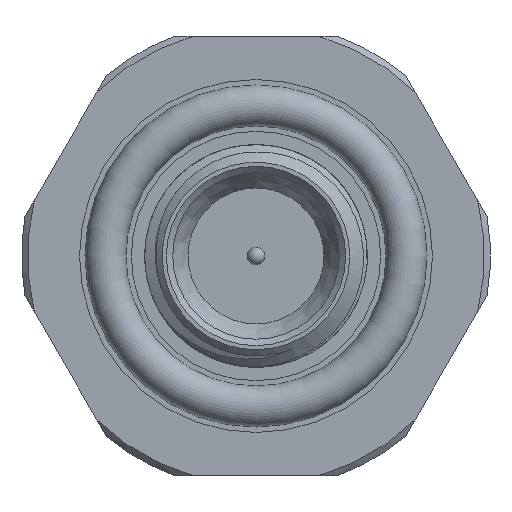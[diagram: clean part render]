
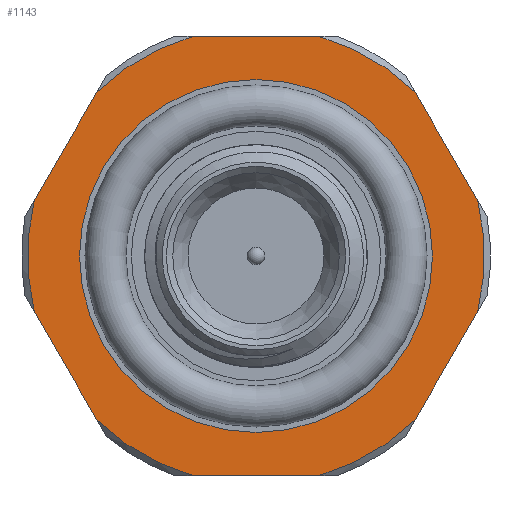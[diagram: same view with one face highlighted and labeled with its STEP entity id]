
A CAD part, left-side view. The second image highlights one B-rep face of the part: STEP entity #1143.
In plain terms, the highlighted planar face has unit normal (-1, 0, 0).
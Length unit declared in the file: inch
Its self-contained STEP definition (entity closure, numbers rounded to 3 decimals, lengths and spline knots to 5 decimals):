
#89 = EDGE_CURVE ( 'NONE', #1295, #3993, #2979, .T. ) ;
#235 = CARTESIAN_POINT ( 'NONE',  ( 0.15, 0.05356, -0.1875 ) ) ;
#254 = EDGE_CURVE ( 'NONE', #3116, #1065, #1315, .T. ) ;
#269 = DIRECTION ( 'NONE',  ( 0., -1., 0. ) ) ;
#286 = DIRECTION ( 'NONE',  ( -1., 0., 0. ) ) ;
#315 = EDGE_CURVE ( 'NONE', #3651, #3116, #3695, .T. ) ;
#339 = DIRECTION ( 'NONE',  ( -1., 0., 0. ) ) ;
#365 = DIRECTION ( 'NONE',  ( -1., 0., 0. ) ) ;
#378 = DIRECTION ( 'NONE',  ( 0., -1., 0. ) ) ;
#425 = EDGE_CURVE ( 'NONE', #1337, #3611, #4002, .T. ) ;
#551 = DIRECTION ( 'NONE',  ( -1., 0., 0. ) ) ;
#685 = DIRECTION ( 'NONE',  ( 0., 0.5, 0.866 ) ) ;
#730 = CARTESIAN_POINT ( 'NONE',  ( 0.15, 0.1356, -0.14013 ) ) ;
#738 = ORIENTED_EDGE ( 'NONE', *, *, #3735, .T. ) ;
#751 = VERTEX_POINT ( 'NONE', #730 ) ;
#776 = CARTESIAN_POINT ( 'NONE',  ( 0.15, 0.1356, 0.14013 ) ) ;
#893 = CARTESIAN_POINT ( 'NONE',  ( 0.15, 0.05356, 0.1875 ) ) ;
#924 = AXIS2_PLACEMENT_3D ( 'NONE', #1864, #551, #2196 ) ;
#935 = CIRCLE ( 'NONE', #3489, 0.15062 ) ;
#1061 = CARTESIAN_POINT ( 'NONE',  ( 0.15, -0.10825, 0.1875 ) ) ;
#1065 = VERTEX_POINT ( 'NONE', #3435 ) ;
#1085 = CARTESIAN_POINT ( 'NONE',  ( 0.15, 0., 0. ) ) ;
#1100 = AXIS2_PLACEMENT_3D ( 'NONE', #1085, #3655, #2015 ) ;
#1143 = ADVANCED_FACE ( 'NONE', ( #2390, #3138 ), #3930, .T. ) ;
#1162 = ORIENTED_EDGE ( 'NONE', *, *, #1642, .T. ) ;
#1199 = EDGE_CURVE ( 'NONE', #1450, #1488, #3889, .T. ) ;
#1253 = CARTESIAN_POINT ( 'NONE',  ( 0.15, 0.10825, 0.1875 ) ) ;
#1295 = VERTEX_POINT ( 'NONE', #2809 ) ;
#1315 = CIRCLE ( 'NONE', #2699, 0.195 ) ;
#1324 = ORIENTED_EDGE ( 'NONE', *, *, #1754, .T. ) ;
#1337 = VERTEX_POINT ( 'NONE', #893 ) ;
#1350 = CARTESIAN_POINT ( 'NONE',  ( 0.15, -0.18916, -0.04737 ) ) ;
#1359 = AXIS2_PLACEMENT_3D ( 'NONE', #3596, #3288, #378 ) ;
#1366 = CARTESIAN_POINT ( 'NONE',  ( 0.15, 0., 0. ) ) ;
#1436 = AXIS2_PLACEMENT_3D ( 'NONE', #1366, #365, #2382 ) ;
#1450 = VERTEX_POINT ( 'NONE', #235 ) ;
#1485 = ORIENTED_EDGE ( 'NONE', *, *, #2771, .T. ) ;
#1488 = VERTEX_POINT ( 'NONE', #3775 ) ;
#1538 = EDGE_LOOP ( 'NONE', ( #2380, #1162, #3703, #738, #2093, #3718, #3336, #4117, #3872, #1324, #1485, #4149 ) ) ;
#1579 = DIRECTION ( 'NONE',  ( 0., 0.5, -0.866 ) ) ;
#1642 = EDGE_CURVE ( 'NONE', #3611, #1295, #2486, .T. ) ;
#1700 = DIRECTION ( 'NONE',  ( 0., -1., 0. ) ) ;
#1707 = AXIS2_PLACEMENT_3D ( 'NONE', #2953, #339, #3269 ) ;
#1714 = CIRCLE ( 'NONE', #1359, 0.195 ) ;
#1754 = EDGE_CURVE ( 'NONE', #1065, #1885, #2577, .T. ) ;
#1757 = DIRECTION ( 'NONE',  ( -1., 0., 0. ) ) ;
#1851 = CIRCLE ( 'NONE', #2620, 0.195 ) ;
#1864 = CARTESIAN_POINT ( 'NONE',  ( 0.15, 0., 0. ) ) ;
#1885 = VERTEX_POINT ( 'NONE', #2537 ) ;
#1997 = VERTEX_POINT ( 'NONE', #2650 ) ;
#2015 = DIRECTION ( 'NONE',  ( 0., -1., 0. ) ) ;
#2033 = VECTOR ( 'NONE', #3853, 39.37008 ) ;
#2050 = DIRECTION ( 'NONE',  ( 0., 1., 0. ) ) ;
#2093 = ORIENTED_EDGE ( 'NONE', *, *, #3011, .T. ) ;
#2136 = VECTOR ( 'NONE', #1700, 39.37008 ) ;
#2196 = DIRECTION ( 'NONE',  ( 0., -1., 0. ) ) ;
#2274 = CARTESIAN_POINT ( 'NONE',  ( 0.15, -0.21651, 0. ) ) ;
#2368 = CARTESIAN_POINT ( 'NONE',  ( 0.15, 0., 0. ) ) ;
#2380 = ORIENTED_EDGE ( 'NONE', *, *, #425, .T. ) ;
#2382 = DIRECTION ( 'NONE',  ( 0., -1., 0. ) ) ;
#2390 = FACE_BOUND ( 'NONE', #4219, .T. ) ;
#2486 = LINE ( 'NONE', #1253, #3380 ) ;
#2526 = EDGE_CURVE ( 'NONE', #1997, #1337, #2928, .T. ) ;
#2537 = CARTESIAN_POINT ( 'NONE',  ( 0.15, -0.1356, 0.14013 ) ) ;
#2577 = LINE ( 'NONE', #2274, #3734 ) ;
#2620 = AXIS2_PLACEMENT_3D ( 'NONE', #2675, #1757, #3045 ) ;
#2650 = CARTESIAN_POINT ( 'NONE',  ( 0.15, -0.05356, 0.1875 ) ) ;
#2675 = CARTESIAN_POINT ( 'NONE',  ( 0.15, 0., 0. ) ) ;
#2683 = VECTOR ( 'NONE', #2691, 39.37008 ) ;
#2691 = DIRECTION ( 'NONE',  ( 0., 1., 0. ) ) ;
#2699 = AXIS2_PLACEMENT_3D ( 'NONE', #2892, #286, #269 ) ;
#2707 = CARTESIAN_POINT ( 'NONE',  ( 0.15, -0.1356, -0.14013 ) ) ;
#2715 = CIRCLE ( 'NONE', #1436, 0.195 ) ;
#2771 = EDGE_CURVE ( 'NONE', #1885, #1997, #1714, .T. ) ;
#2809 = CARTESIAN_POINT ( 'NONE',  ( 0.15, 0.18916, 0.04737 ) ) ;
#2892 = CARTESIAN_POINT ( 'NONE',  ( 0.15, 0., 0. ) ) ;
#2928 = LINE ( 'NONE', #1061, #2683 ) ;
#2953 = CARTESIAN_POINT ( 'NONE',  ( 0.15, 0.15062, 0. ) ) ;
#2963 = VECTOR ( 'NONE', #3066, 39.37008 ) ;
#2979 = CIRCLE ( 'NONE', #924, 0.195 ) ;
#3011 = EDGE_CURVE ( 'NONE', #751, #1450, #2715, .T. ) ;
#3013 = VERTEX_POINT ( 'NONE', #4020 ) ;
#3045 = DIRECTION ( 'NONE',  ( 0., -1., 0. ) ) ;
#3066 = DIRECTION ( 'NONE',  ( 0., -0.5, -0.866 ) ) ;
#3116 = VERTEX_POINT ( 'NONE', #1350 ) ;
#3138 = FACE_OUTER_BOUND ( 'NONE', #1538, .T. ) ;
#3169 = EDGE_CURVE ( 'NONE', #3013, #3013, #935, .T. ) ;
#3171 = CARTESIAN_POINT ( 'NONE',  ( 0.15, -0.10825, -0.1875 ) ) ;
#3269 = DIRECTION ( 'NONE',  ( 0., -1., 0. ) ) ;
#3288 = DIRECTION ( 'NONE',  ( -1., 0., 0. ) ) ;
#3336 = ORIENTED_EDGE ( 'NONE', *, *, #3640, .T. ) ;
#3380 = VECTOR ( 'NONE', #1579, 39.37008 ) ;
#3423 = CARTESIAN_POINT ( 'NONE',  ( 0.15, 0.21651, 0. ) ) ;
#3435 = CARTESIAN_POINT ( 'NONE',  ( 0.15, -0.18916, 0.04737 ) ) ;
#3489 = AXIS2_PLACEMENT_3D ( 'NONE', #2368, #3983, #2050 ) ;
#3547 = CARTESIAN_POINT ( 'NONE',  ( 0.15, 0.18916, -0.04737 ) ) ;
#3596 = CARTESIAN_POINT ( 'NONE',  ( 0.15, 0., 0. ) ) ;
#3598 = CARTESIAN_POINT ( 'NONE',  ( 0.15, 0.10825, -0.1875 ) ) ;
#3611 = VERTEX_POINT ( 'NONE', #776 ) ;
#3640 = EDGE_CURVE ( 'NONE', #1488, #3651, #1851, .T. ) ;
#3651 = VERTEX_POINT ( 'NONE', #2707 ) ;
#3655 = DIRECTION ( 'NONE',  ( -1., 0., 0. ) ) ;
#3695 = LINE ( 'NONE', #3171, #2033 ) ;
#3703 = ORIENTED_EDGE ( 'NONE', *, *, #89, .T. ) ;
#3718 = ORIENTED_EDGE ( 'NONE', *, *, #1199, .T. ) ;
#3734 = VECTOR ( 'NONE', #685, 39.37008 ) ;
#3735 = EDGE_CURVE ( 'NONE', #3993, #751, #4119, .T. ) ;
#3775 = CARTESIAN_POINT ( 'NONE',  ( 0.15, -0.05356, -0.1875 ) ) ;
#3853 = DIRECTION ( 'NONE',  ( 0., -0.5, 0.866 ) ) ;
#3872 = ORIENTED_EDGE ( 'NONE', *, *, #254, .T. ) ;
#3889 = LINE ( 'NONE', #3598, #2136 ) ;
#3930 = PLANE ( 'NONE',  #1707 ) ;
#3983 = DIRECTION ( 'NONE',  ( 1., 0., 0. ) ) ;
#3993 = VERTEX_POINT ( 'NONE', #3547 ) ;
#4002 = CIRCLE ( 'NONE', #1100, 0.195 ) ;
#4020 = CARTESIAN_POINT ( 'NONE',  ( 0.15, 0.15062, 0. ) ) ;
#4111 = ORIENTED_EDGE ( 'NONE', *, *, #3169, .T. ) ;
#4117 = ORIENTED_EDGE ( 'NONE', *, *, #315, .T. ) ;
#4119 = LINE ( 'NONE', #3423, #2963 ) ;
#4149 = ORIENTED_EDGE ( 'NONE', *, *, #2526, .T. ) ;
#4219 = EDGE_LOOP ( 'NONE', ( #4111 ) ) ;
